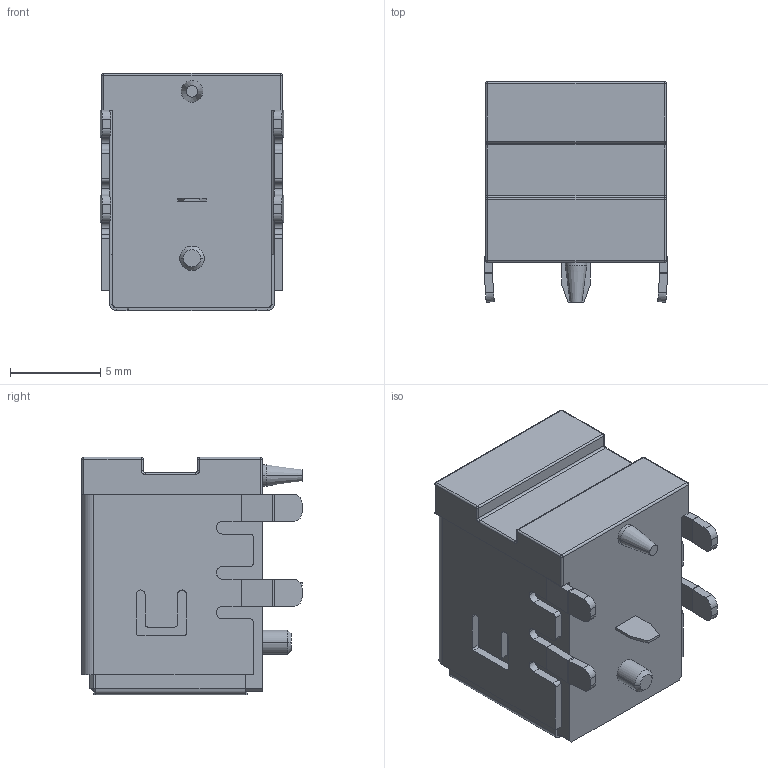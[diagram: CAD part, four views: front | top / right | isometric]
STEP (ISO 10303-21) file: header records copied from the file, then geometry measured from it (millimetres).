
FILE_DESCRIPTION (( 'STEP AP214' ), '1' );
FILE_NAME ('JACK-C-PC-10A-RA(R).STEP', '2018-11-21T19:37:01', ( '' ), ( '' ), 'SwSTEP 2.0', 'SolidWorks 2017', '' );
FILE_SCHEMA (( 'AUTOMOTIVE_DESIGN' ));
Length unit declared in the file: millimetre
Products named in the file (1): JACK-C-PC-10A-RA(R)
Bounding box: 10.17 x 12.2 x 13.15 mm (x, y, z)
Volume: 903.4 mm3; surface area: 1837.1 mm2
Topology: 6 solids, 6 shells, 348 faces, 875 edges, 531 vertices
Faces by surface type: plane 216, cylinder 114, sphere 10, cone 4, torus 4
Entity records: 10216 total; most frequent: CARTESIAN_POINT 1889, ORIENTED_EDGE 1730, DIRECTION 1707, EDGE_CURVE 865, LINE 625, VECTOR 625, AXIS2_PLACEMENT_3D 541, VERTEX_POINT 531
